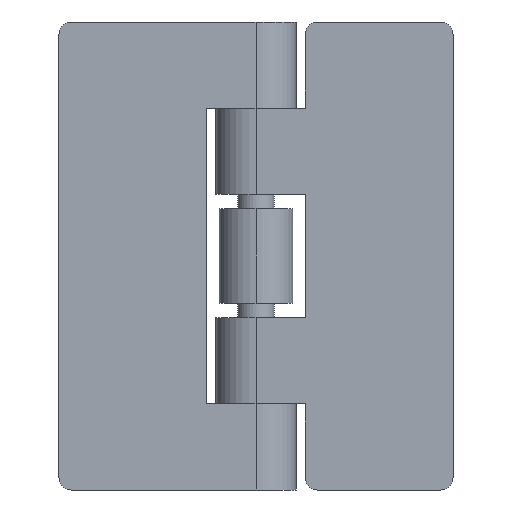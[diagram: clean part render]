
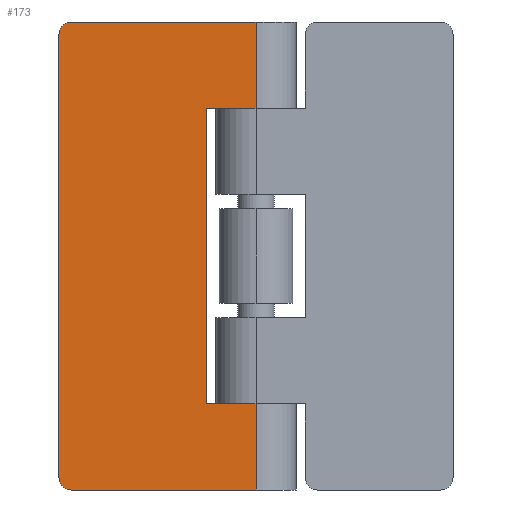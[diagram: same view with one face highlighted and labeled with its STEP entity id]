
A CAD part, front view. The second image highlights one B-rep face of the part: STEP entity #173.
In plain terms, the highlighted planar face has unit normal (0, -1, 0).
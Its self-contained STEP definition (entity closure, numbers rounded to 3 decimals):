
#53 = VERTEX_POINT ( 'NONE', #768 ) ;
#97 = VERTEX_POINT ( 'NONE', #790 ) ;
#105 = VERTEX_POINT ( 'NONE', #845 ) ;
#115 = EDGE_CURVE ( 'NONE', #105, #53, #843, .T. ) ;
#120 = ORIENTED_EDGE ( 'NONE', *, *, #154, .T. ) ;
#121 = ORIENTED_EDGE ( 'NONE', *, *, #125, .F. ) ;
#123 = ORIENTED_EDGE ( 'NONE', *, *, #200, .T. ) ;
#125 = EDGE_CURVE ( 'NONE', #97, #159, #851, .T. ) ;
#128 = ORIENTED_EDGE ( 'NONE', *, *, #129, .F. ) ;
#129 = EDGE_CURVE ( 'NONE', #53, #193, #803, .T. ) ;
#130 = ORIENTED_EDGE ( 'NONE', *, *, #115, .F. ) ;
#145 = EDGE_LOOP ( 'NONE', ( #169, #170, #120, #121, #174, #123, #201, #128, #130, #165 ) ) ;
#146 = EDGE_CURVE ( 'NONE', #147, #190, #861, .T. ) ;
#147 = VERTEX_POINT ( 'NONE', #920 ) ;
#148 = EDGE_CURVE ( 'NONE', #97, #149, #915, .T. ) ;
#149 = VERTEX_POINT ( 'NONE', #892 ) ;
#150 = VERTEX_POINT ( 'NONE', #902 ) ;
#154 = EDGE_CURVE ( 'NONE', #197, #159, #942, .T. ) ;
#159 = VERTEX_POINT ( 'NONE', #933 ) ;
#165 = ORIENTED_EDGE ( 'NONE', *, *, #166, .T. ) ;
#166 = EDGE_CURVE ( 'NONE', #105, #147, #923, .T. ) ;
#169 = ORIENTED_EDGE ( 'NONE', *, *, #146, .T. ) ;
#170 = ORIENTED_EDGE ( 'NONE', *, *, #171, .T. ) ;
#171 = EDGE_CURVE ( 'NONE', #190, #197, #935, .T. ) ;
#173 = ADVANCED_FACE ( 'NONE', ( #930 ), #911, .F. ) ;
#174 = ORIENTED_EDGE ( 'NONE', *, *, #148, .T. ) ;
#190 = VERTEX_POINT ( 'NONE', #949 ) ;
#192 = EDGE_CURVE ( 'NONE', #150, #193, #948, .T. ) ;
#193 = VERTEX_POINT ( 'NONE', #943 ) ;
#197 = VERTEX_POINT ( 'NONE', #981 ) ;
#200 = EDGE_CURVE ( 'NONE', #149, #150, #862, .T. ) ;
#201 = ORIENTED_EDGE ( 'NONE', *, *, #192, .T. ) ;
#768 = CARTESIAN_POINT ( 'NONE',  ( 0., -3.25, 19. ) ) ;
#776 = VECTOR ( 'NONE', #801, 1000. ) ;
#790 = CARTESIAN_POINT ( 'NONE',  ( 0., -3.25, -12. ) ) ;
#801 = DIRECTION ( 'NONE',  ( 0., 0., -1. ) ) ;
#802 = CARTESIAN_POINT ( 'NONE',  ( 0., -3.25, 19. ) ) ;
#803 = LINE ( 'NONE', #802, #776 ) ;
#810 = DIRECTION ( 'NONE',  ( 1., 0., 0. ) ) ;
#811 = VECTOR ( 'NONE', #810, 1000. ) ;
#812 = CARTESIAN_POINT ( 'NONE',  ( 0., -3.25, 19. ) ) ;
#843 = LINE ( 'NONE', #812, #811 ) ;
#845 = CARTESIAN_POINT ( 'NONE',  ( -15., -3.25, 19. ) ) ;
#851 = LINE ( 'NONE', #860, #859 ) ;
#858 = DIRECTION ( 'NONE',  ( 0., 0., -1. ) ) ;
#859 = VECTOR ( 'NONE', #858, 1000. ) ;
#860 = CARTESIAN_POINT ( 'NONE',  ( 0., -3.25, 19. ) ) ;
#861 = LINE ( 'NONE', #879, #878 ) ;
#862 = LINE ( 'NONE', #876, #992 ) ;
#876 = CARTESIAN_POINT ( 'NONE',  ( -4., -3.25, 19. ) ) ;
#877 = DIRECTION ( 'NONE',  ( 0., 0., -1. ) ) ;
#878 = VECTOR ( 'NONE', #877, 1000. ) ;
#879 = CARTESIAN_POINT ( 'NONE',  ( -16., -3.25, 19. ) ) ;
#892 = CARTESIAN_POINT ( 'NONE',  ( -4., -3.25, -12. ) ) ;
#895 = CARTESIAN_POINT ( 'NONE',  ( 0., -3.25, -12. ) ) ;
#899 = VECTOR ( 'NONE', #921, 1000. ) ;
#902 = CARTESIAN_POINT ( 'NONE',  ( -4., -3.25, 12. ) ) ;
#907 = DIRECTION ( 'NONE',  ( -1., 0., 0. ) ) ;
#908 = DIRECTION ( 'NONE',  ( 0., 1., 0. ) ) ;
#909 = CARTESIAN_POINT ( 'NONE',  ( 0., -3.25, 19. ) ) ;
#910 = AXIS2_PLACEMENT_3D ( 'NONE', #909, #908, #907 ) ;
#911 = PLANE ( 'NONE',  #910 ) ;
#915 = LINE ( 'NONE', #895, #899 ) ;
#919 = DIRECTION ( 'NONE',  ( 1., 0., 0. ) ) ;
#920 = CARTESIAN_POINT ( 'NONE',  ( -16., -3.25, 18. ) ) ;
#921 = DIRECTION ( 'NONE',  ( -1., 0., 0. ) ) ;
#923 = CIRCLE ( 'NONE', #939, 1. ) ;
#924 = CARTESIAN_POINT ( 'NONE',  ( -15., -3.25, -18. ) ) ;
#927 = DIRECTION ( 'NONE',  ( -1., 0., 0. ) ) ;
#928 = DIRECTION ( 'NONE',  ( 0., -1., 0. ) ) ;
#929 = AXIS2_PLACEMENT_3D ( 'NONE', #924, #928, #927 ) ;
#930 = FACE_OUTER_BOUND ( 'NONE', #145, .T. ) ;
#933 = CARTESIAN_POINT ( 'NONE',  ( 0., -3.25, -19. ) ) ;
#935 = CIRCLE ( 'NONE', #929, 1. ) ;
#936 = DIRECTION ( 'NONE',  ( -1., 0., 0. ) ) ;
#937 = DIRECTION ( 'NONE',  ( 0., -1., 0. ) ) ;
#938 = CARTESIAN_POINT ( 'NONE',  ( -15., -3.25, 18. ) ) ;
#939 = AXIS2_PLACEMENT_3D ( 'NONE', #938, #937, #936 ) ;
#940 = VECTOR ( 'NONE', #919, 1000. ) ;
#941 = CARTESIAN_POINT ( 'NONE',  ( 0., -3.25, -19. ) ) ;
#942 = LINE ( 'NONE', #941, #940 ) ;
#943 = CARTESIAN_POINT ( 'NONE',  ( 0., -3.25, 12. ) ) ;
#944 = DIRECTION ( 'NONE',  ( 1., 0., 0. ) ) ;
#945 = VECTOR ( 'NONE', #944, 1000. ) ;
#947 = CARTESIAN_POINT ( 'NONE',  ( 0., -3.25, 12. ) ) ;
#948 = LINE ( 'NONE', #947, #945 ) ;
#949 = CARTESIAN_POINT ( 'NONE',  ( -16., -3.25, -18. ) ) ;
#981 = CARTESIAN_POINT ( 'NONE',  ( -15., -3.25, -19. ) ) ;
#991 = DIRECTION ( 'NONE',  ( 0., 0., 1. ) ) ;
#992 = VECTOR ( 'NONE', #991, 1000. ) ;
